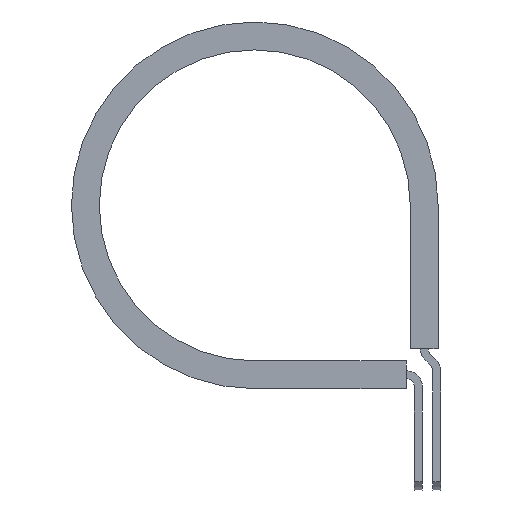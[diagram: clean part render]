
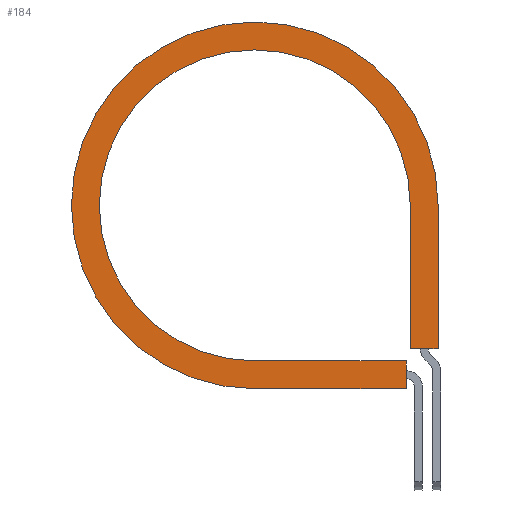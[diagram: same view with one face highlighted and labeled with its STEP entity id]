
A CAD part, front view. The second image highlights one B-rep face of the part: STEP entity #184.
In plain terms, the highlighted planar face has unit normal (0, -1, 0).
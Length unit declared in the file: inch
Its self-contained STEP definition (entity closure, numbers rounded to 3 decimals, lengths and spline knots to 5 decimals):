
#11 = VERTEX_POINT ( 'NONE', #645 ) ;
#34 = VERTEX_POINT ( 'NONE', #726 ) ;
#105 = EDGE_CURVE ( 'NONE', #487, #599, #1744, .T. ) ;
#113 = EDGE_CURVE ( 'NONE', #11, #1746, #1426, .T. ) ;
#154 = CIRCLE ( 'NONE', #313, 1.1055 ) ;
#158 = LINE ( 'NONE', #1697, #909 ) ;
#162 = CARTESIAN_POINT ( 'NONE',  ( 0.9375, -0.31, -0.86315 ) ) ;
#184 = ADVANCED_FACE ( 'NONE', ( #607 ), #728, .T. ) ;
#196 = CARTESIAN_POINT ( 'NONE',  ( 0., -0.31, -0.9375 ) ) ;
#198 = DIRECTION ( 'NONE',  ( 0., 0., -1. ) ) ;
#207 = DIRECTION ( 'NONE',  ( 0., 0., -1. ) ) ;
#211 = CARTESIAN_POINT ( 'NONE',  ( 0.9375, -0.31, 0. ) ) ;
#214 = DIRECTION ( 'NONE',  ( 1., 0., 0. ) ) ;
#223 = ORIENTED_EDGE ( 'NONE', *, *, #1055, .F. ) ;
#273 = ORIENTED_EDGE ( 'NONE', *, *, #105, .T. ) ;
#302 = AXIS2_PLACEMENT_3D ( 'NONE', #982, #845, #858 ) ;
#308 = CARTESIAN_POINT ( 'NONE',  ( 0., -0.31, 0. ) ) ;
#313 = AXIS2_PLACEMENT_3D ( 'NONE', #308, #1305, #458 ) ;
#346 = AXIS2_PLACEMENT_3D ( 'NONE', #682, #1626, #836 ) ;
#347 = CARTESIAN_POINT ( 'NONE',  ( 0.9122, -0.31, -0.9375 ) ) ;
#365 = EDGE_CURVE ( 'NONE', #730, #1134, #158, .T. ) ;
#429 = LINE ( 'NONE', #1170, #1138 ) ;
#458 = DIRECTION ( 'NONE',  ( 0., 0., -1. ) ) ;
#487 = VERTEX_POINT ( 'NONE', #1222 ) ;
#567 = ORIENTED_EDGE ( 'NONE', *, *, #113, .F. ) ;
#576 = CARTESIAN_POINT ( 'NONE',  ( 0.9122, -0.31, -1.1055 ) ) ;
#599 = VERTEX_POINT ( 'NONE', #1379 ) ;
#607 = FACE_OUTER_BOUND ( 'NONE', #964, .T. ) ;
#645 = CARTESIAN_POINT ( 'NONE',  ( 0., -0.31, -0.9375 ) ) ;
#650 = VERTEX_POINT ( 'NONE', #1750 ) ;
#682 = CARTESIAN_POINT ( 'NONE',  ( 0., -0.31, 0. ) ) ;
#726 = CARTESIAN_POINT ( 'NONE',  ( 1.1055, -0.31, 0. ) ) ;
#728 = PLANE ( 'NONE',  #302 ) ;
#730 = VERTEX_POINT ( 'NONE', #1135 ) ;
#754 = EDGE_CURVE ( 'NONE', #650, #599, #1140, .T. ) ;
#827 = ORIENTED_EDGE ( 'NONE', *, *, #1368, .T. ) ;
#836 = DIRECTION ( 'NONE',  ( 0., 0., -1. ) ) ;
#845 = DIRECTION ( 'NONE',  ( 0., -1., 0. ) ) ;
#858 = DIRECTION ( 'NONE',  ( 0., 0., -1. ) ) ;
#885 = VECTOR ( 'NONE', #198, 39.37008 ) ;
#892 = CARTESIAN_POINT ( 'NONE',  ( 1.1055, -0.31, 0. ) ) ;
#909 = VECTOR ( 'NONE', #930, 39.37008 ) ;
#910 = EDGE_CURVE ( 'NONE', #34, #650, #1163, .T. ) ;
#930 = DIRECTION ( 'NONE',  ( 1., 0., 0. ) ) ;
#964 = EDGE_LOOP ( 'NONE', ( #1180, #1546, #1659, #1399, #827, #567, #223, #273 ) ) ;
#982 = CARTESIAN_POINT ( 'NONE',  ( 0.9375, -0.31, 0. ) ) ;
#1055 = EDGE_CURVE ( 'NONE', #487, #11, #1377, .T. ) ;
#1062 = VECTOR ( 'NONE', #207, 39.37008 ) ;
#1134 = VERTEX_POINT ( 'NONE', #576 ) ;
#1135 = CARTESIAN_POINT ( 'NONE',  ( 0., -0.31, -1.1055 ) ) ;
#1138 = VECTOR ( 'NONE', #1312, 39.37008 ) ;
#1140 = LINE ( 'NONE', #162, #1535 ) ;
#1142 = DIRECTION ( 'NONE',  ( -1., 0., 0. ) ) ;
#1163 = LINE ( 'NONE', #892, #885 ) ;
#1170 = CARTESIAN_POINT ( 'NONE',  ( 0.9122, -0.31, -0.9375 ) ) ;
#1180 = ORIENTED_EDGE ( 'NONE', *, *, #754, .F. ) ;
#1222 = CARTESIAN_POINT ( 'NONE',  ( 0.9375, -0.31, 0. ) ) ;
#1305 = DIRECTION ( 'NONE',  ( 0., -1., 0. ) ) ;
#1306 = EDGE_CURVE ( 'NONE', #34, #730, #154, .T. ) ;
#1312 = DIRECTION ( 'NONE',  ( 0., 0., 1. ) ) ;
#1368 = EDGE_CURVE ( 'NONE', #1134, #1746, #429, .T. ) ;
#1377 = CIRCLE ( 'NONE', #346, 0.9375 ) ;
#1379 = CARTESIAN_POINT ( 'NONE',  ( 0.9375, -0.31, -0.86315 ) ) ;
#1392 = VECTOR ( 'NONE', #214, 39.37008 ) ;
#1399 = ORIENTED_EDGE ( 'NONE', *, *, #365, .T. ) ;
#1426 = LINE ( 'NONE', #196, #1392 ) ;
#1535 = VECTOR ( 'NONE', #1142, 39.37008 ) ;
#1546 = ORIENTED_EDGE ( 'NONE', *, *, #910, .F. ) ;
#1626 = DIRECTION ( 'NONE',  ( 0., -1., 0. ) ) ;
#1659 = ORIENTED_EDGE ( 'NONE', *, *, #1306, .T. ) ;
#1697 = CARTESIAN_POINT ( 'NONE',  ( 0., -0.31, -1.1055 ) ) ;
#1744 = LINE ( 'NONE', #211, #1062 ) ;
#1746 = VERTEX_POINT ( 'NONE', #347 ) ;
#1750 = CARTESIAN_POINT ( 'NONE',  ( 1.1055, -0.31, -0.86315 ) ) ;
